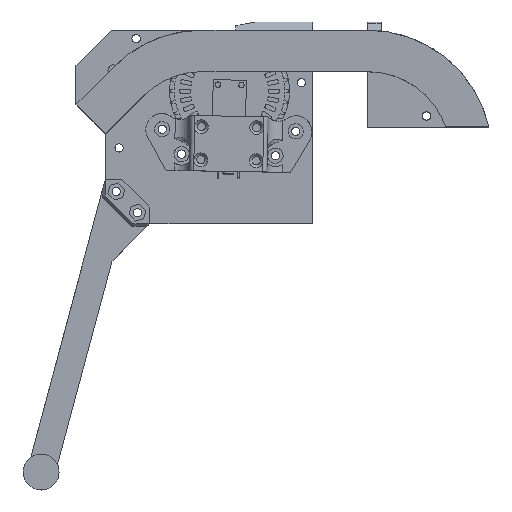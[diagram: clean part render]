
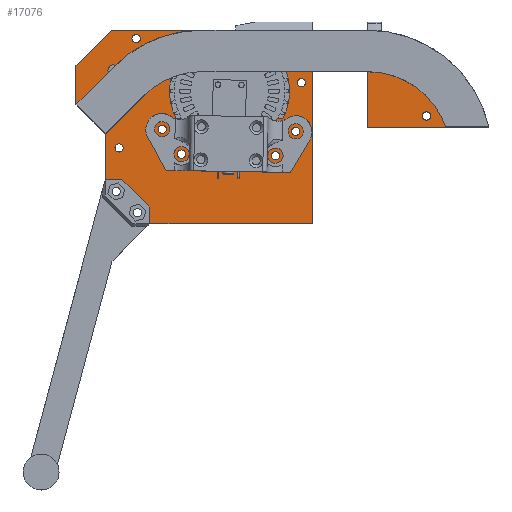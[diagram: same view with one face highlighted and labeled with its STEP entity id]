
A CAD part, top view. The second image highlights one B-rep face of the part: STEP entity #17076.
In plain terms, the highlighted planar face has unit normal (0, 0, 1).
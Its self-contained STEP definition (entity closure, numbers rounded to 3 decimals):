
#206=FACE_BOUND('',#2434,.T.);
#207=FACE_BOUND('',#2435,.T.);
#208=FACE_BOUND('',#2436,.T.);
#209=FACE_BOUND('',#2437,.T.);
#210=FACE_BOUND('',#2438,.T.);
#211=FACE_BOUND('',#2439,.T.);
#212=FACE_BOUND('',#2440,.T.);
#213=FACE_BOUND('',#2441,.T.);
#214=FACE_BOUND('',#2442,.T.);
#215=FACE_BOUND('',#2443,.T.);
#216=FACE_BOUND('',#2444,.T.);
#761=CIRCLE('',#18163,1.5);
#763=CIRCLE('',#18166,1.5);
#765=CIRCLE('',#18169,1.5);
#767=CIRCLE('',#18172,1.5);
#769=CIRCLE('',#18175,1.5);
#772=CIRCLE('',#18179,1.5);
#774=CIRCLE('',#18182,1.5);
#776=CIRCLE('',#18185,1.5);
#778=CIRCLE('',#18188,1.5);
#780=CIRCLE('',#18191,1.5);
#782=CIRCLE('',#18194,1.5);
#783=CIRCLE('',#18199,45.);
#1521=FACE_OUTER_BOUND('',#2433,.T.);
#2433=EDGE_LOOP('',(#11920,#11921,#11922,#11923,#11924,#11925,#11926,#11927,
#11928,#11929,#11930,#11931));
#2434=EDGE_LOOP('',(#11932));
#2435=EDGE_LOOP('',(#11933));
#2436=EDGE_LOOP('',(#11934));
#2437=EDGE_LOOP('',(#11935));
#2438=EDGE_LOOP('',(#11936));
#2439=EDGE_LOOP('',(#11937));
#2440=EDGE_LOOP('',(#11938));
#2441=EDGE_LOOP('',(#11939));
#2442=EDGE_LOOP('',(#11940));
#2443=EDGE_LOOP('',(#11941));
#2444=EDGE_LOOP('',(#11942));
#3587=LINE('',#25503,#5393);
#3591=LINE('',#25511,#5397);
#3594=LINE('',#25517,#5400);
#3598=LINE('',#25529,#5404);
#3601=LINE('',#25535,#5407);
#3604=LINE('',#25541,#5410);
#3607=LINE('',#25547,#5413);
#3610=LINE('',#25553,#5416);
#3613=LINE('',#25559,#5419);
#3616=LINE('',#25565,#5422);
#3619=LINE('',#25570,#5425);
#5393=VECTOR('',#20270,10.);
#5397=VECTOR('',#20276,10.);
#5400=VECTOR('',#20281,10.);
#5404=VECTOR('',#20293,10.);
#5407=VECTOR('',#20298,10.);
#5410=VECTOR('',#20303,10.);
#5413=VECTOR('',#20308,10.);
#5416=VECTOR('',#20313,10.);
#5419=VECTOR('',#20318,10.);
#5422=VECTOR('',#20323,10.);
#5425=VECTOR('',#20328,10.);
#7166=VERTEX_POINT('',#25435);
#7168=VERTEX_POINT('',#25441);
#7170=VERTEX_POINT('',#25447);
#7172=VERTEX_POINT('',#25453);
#7174=VERTEX_POINT('',#25459);
#7177=VERTEX_POINT('',#25467);
#7179=VERTEX_POINT('',#25473);
#7181=VERTEX_POINT('',#25479);
#7183=VERTEX_POINT('',#25485);
#7185=VERTEX_POINT('',#25491);
#7187=VERTEX_POINT('',#25497);
#7188=VERTEX_POINT('',#25501);
#7189=VERTEX_POINT('',#25502);
#7192=VERTEX_POINT('',#25510);
#7194=VERTEX_POINT('',#25516);
#7196=VERTEX_POINT('',#25522);
#7198=VERTEX_POINT('',#25528);
#7200=VERTEX_POINT('',#25534);
#7202=VERTEX_POINT('',#25540);
#7204=VERTEX_POINT('',#25546);
#7206=VERTEX_POINT('',#25552);
#7208=VERTEX_POINT('',#25558);
#7210=VERTEX_POINT('',#25564);
#8973=EDGE_CURVE('',#7166,#7166,#761,.T.);
#8976=EDGE_CURVE('',#7168,#7168,#763,.T.);
#8979=EDGE_CURVE('',#7170,#7170,#765,.T.);
#8982=EDGE_CURVE('',#7172,#7172,#767,.T.);
#8985=EDGE_CURVE('',#7174,#7174,#769,.T.);
#8990=EDGE_CURVE('',#7177,#7177,#772,.T.);
#8993=EDGE_CURVE('',#7179,#7179,#774,.T.);
#8996=EDGE_CURVE('',#7181,#7181,#776,.T.);
#8999=EDGE_CURVE('',#7183,#7183,#778,.T.);
#9002=EDGE_CURVE('',#7185,#7185,#780,.T.);
#9005=EDGE_CURVE('',#7187,#7187,#782,.T.);
#9006=EDGE_CURVE('',#7188,#7189,#3587,.T.);
#9010=EDGE_CURVE('',#7188,#7192,#3591,.T.);
#9013=EDGE_CURVE('',#7192,#7194,#3594,.T.);
#9016=EDGE_CURVE('',#7194,#7196,#783,.T.);
#9019=EDGE_CURVE('',#7196,#7198,#3598,.T.);
#9022=EDGE_CURVE('',#7200,#7198,#3601,.T.);
#9025=EDGE_CURVE('',#7202,#7200,#3604,.T.);
#9028=EDGE_CURVE('',#7202,#7204,#3607,.T.);
#9031=EDGE_CURVE('',#7204,#7206,#3610,.T.);
#9034=EDGE_CURVE('',#7208,#7206,#3613,.T.);
#9037=EDGE_CURVE('',#7208,#7210,#3616,.T.);
#9040=EDGE_CURVE('',#7210,#7189,#3619,.T.);
#11920=ORIENTED_EDGE('',*,*,#9040,.T.);
#11921=ORIENTED_EDGE('',*,*,#9006,.F.);
#11922=ORIENTED_EDGE('',*,*,#9010,.T.);
#11923=ORIENTED_EDGE('',*,*,#9013,.T.);
#11924=ORIENTED_EDGE('',*,*,#9016,.T.);
#11925=ORIENTED_EDGE('',*,*,#9019,.T.);
#11926=ORIENTED_EDGE('',*,*,#9022,.F.);
#11927=ORIENTED_EDGE('',*,*,#9025,.F.);
#11928=ORIENTED_EDGE('',*,*,#9028,.T.);
#11929=ORIENTED_EDGE('',*,*,#9031,.T.);
#11930=ORIENTED_EDGE('',*,*,#9034,.F.);
#11931=ORIENTED_EDGE('',*,*,#9037,.T.);
#11932=ORIENTED_EDGE('',*,*,#8973,.T.);
#11933=ORIENTED_EDGE('',*,*,#8976,.T.);
#11934=ORIENTED_EDGE('',*,*,#8979,.T.);
#11935=ORIENTED_EDGE('',*,*,#8982,.T.);
#11936=ORIENTED_EDGE('',*,*,#8985,.T.);
#11937=ORIENTED_EDGE('',*,*,#9005,.T.);
#11938=ORIENTED_EDGE('',*,*,#9002,.T.);
#11939=ORIENTED_EDGE('',*,*,#8999,.T.);
#11940=ORIENTED_EDGE('',*,*,#8996,.T.);
#11941=ORIENTED_EDGE('',*,*,#8993,.T.);
#11942=ORIENTED_EDGE('',*,*,#8990,.T.);
#16478=PLANE('',#18209);
#17076=ADVANCED_FACE('',(#1521,#206,#207,#208,#209,#210,#211,#212,#213,
#214,#215,#216),#16478,.T.);
#18163=AXIS2_PLACEMENT_3D('',#25436,#20193,#20194);
#18166=AXIS2_PLACEMENT_3D('',#25442,#20200,#20201);
#18169=AXIS2_PLACEMENT_3D('',#25448,#20207,#20208);
#18172=AXIS2_PLACEMENT_3D('',#25454,#20214,#20215);
#18175=AXIS2_PLACEMENT_3D('',#25460,#20221,#20222);
#18179=AXIS2_PLACEMENT_3D('',#25469,#20231,#20232);
#18182=AXIS2_PLACEMENT_3D('',#25475,#20238,#20239);
#18185=AXIS2_PLACEMENT_3D('',#25481,#20245,#20246);
#18188=AXIS2_PLACEMENT_3D('',#25487,#20252,#20253);
#18191=AXIS2_PLACEMENT_3D('',#25493,#20259,#20260);
#18194=AXIS2_PLACEMENT_3D('',#25499,#20266,#20267);
#18199=AXIS2_PLACEMENT_3D('',#25523,#20286,#20287);
#18209=AXIS2_PLACEMENT_3D('',#25572,#20330,#20331);
#20193=DIRECTION('center_axis',(0.,0.,-1.));
#20194=DIRECTION('ref_axis',(1.,0.,0.));
#20200=DIRECTION('center_axis',(0.,0.,-1.));
#20201=DIRECTION('ref_axis',(1.,0.,0.));
#20207=DIRECTION('center_axis',(0.,0.,-1.));
#20208=DIRECTION('ref_axis',(1.,0.,0.));
#20214=DIRECTION('center_axis',(0.,0.,-1.));
#20215=DIRECTION('ref_axis',(1.,0.,0.));
#20221=DIRECTION('center_axis',(0.,0.,-1.));
#20222=DIRECTION('ref_axis',(1.,0.,0.));
#20231=DIRECTION('center_axis',(0.,0.,-1.));
#20232=DIRECTION('ref_axis',(1.,0.,0.));
#20238=DIRECTION('center_axis',(0.,0.,-1.));
#20239=DIRECTION('ref_axis',(1.,0.,0.));
#20245=DIRECTION('center_axis',(0.,0.,-1.));
#20246=DIRECTION('ref_axis',(1.,0.,0.));
#20252=DIRECTION('center_axis',(0.,0.,-1.));
#20253=DIRECTION('ref_axis',(1.,0.,0.));
#20259=DIRECTION('center_axis',(0.,0.,-1.));
#20260=DIRECTION('ref_axis',(1.,0.,0.));
#20266=DIRECTION('center_axis',(0.,0.,-1.));
#20267=DIRECTION('ref_axis',(1.,0.,0.));
#20270=DIRECTION('',(-1.,0.,0.));
#20276=DIRECTION('',(0.,-1.,0.));
#20281=DIRECTION('',(1.,0.,0.));
#20286=DIRECTION('center_axis',(0.,0.,1.));
#20287=DIRECTION('ref_axis',(0.975,0.222,0.));
#20293=DIRECTION('',(-1.,0.,0.));
#20298=DIRECTION('',(0.707,0.707,0.));
#20303=DIRECTION('',(0.,1.,0.));
#20308=DIRECTION('',(0.707,-0.707,0.));
#20313=DIRECTION('',(0.,-1.,0.));
#20318=DIRECTION('',(-0.707,0.707,0.));
#20323=DIRECTION('',(1.,0.,0.));
#20328=DIRECTION('',(0.,1.,0.));
#20330=DIRECTION('center_axis',(0.,0.,1.));
#20331=DIRECTION('ref_axis',(1.,0.,0.));
#25435=CARTESIAN_POINT('',(-48.876,-9.819,0.));
#25436=CARTESIAN_POINT('Origin',(-47.376,-9.819,0.));
#25441=CARTESIAN_POINT('',(-14.88,-10.375,0.));
#25442=CARTESIAN_POINT('Origin',(-13.38,-10.375,0.));
#25447=CARTESIAN_POINT('',(-55.908,-0.795,0.));
#25448=CARTESIAN_POINT('Origin',(-54.408,-0.795,0.));
#25453=CARTESIAN_POINT('',(-7.557,-1.586,0.));
#25454=CARTESIAN_POINT('Origin',(-6.057,-1.586,0.));
#25459=CARTESIAN_POINT('',(-31.5,13.,0.));
#25460=CARTESIAN_POINT('Origin',(-30.,13.,0.));
#25467=CARTESIAN_POINT('',(-72.5,-23.343,0.));
#25469=CARTESIAN_POINT('Origin',(-71.,-23.343,0.));
#25473=CARTESIAN_POINT('',(-65.336,32.,0.));
#25475=CARTESIAN_POINT('Origin',(-63.836,32.,0.));
#25479=CARTESIAN_POINT('',(-64.843,-31.,0.));
#25481=CARTESIAN_POINT('Origin',(-63.343,-31.,0.));
#25485=CARTESIAN_POINT('',(-71.5,-7.574,0.));
#25487=CARTESIAN_POINT('Origin',(-70.,-7.574,0.));
#25491=CARTESIAN_POINT('',(39.784,4.,0.));
#25493=CARTESIAN_POINT('Origin',(41.284,4.,0.));
#25497=CARTESIAN_POINT('',(-5.5,16.,0.));
#25499=CARTESIAN_POINT('Origin',(-4.,16.,0.));
#25501=CARTESIAN_POINT('',(20.,20.,0.));
#25502=CARTESIAN_POINT('',(0.,20.,0.));
#25503=CARTESIAN_POINT('',(20.,20.,0.));
#25510=CARTESIAN_POINT('',(20.,0.,0.));
#25511=CARTESIAN_POINT('',(20.,20.,0.));
#25516=CARTESIAN_POINT('',(63.875,0.,0.));
#25517=CARTESIAN_POINT('',(20.,0.,0.));
#25522=CARTESIAN_POINT('',(20.,35.,0.));
#25523=CARTESIAN_POINT('Origin',(20.,-10.,0.));
#25528=CARTESIAN_POINT('',(-72.782,35.,0.));
#25529=CARTESIAN_POINT('',(20.,35.,0.));
#25534=CARTESIAN_POINT('',(-85.607,22.175,0.));
#25535=CARTESIAN_POINT('',(-85.607,22.175,0.));
#25540=CARTESIAN_POINT('',(-85.607,8.033,0.));
#25541=CARTESIAN_POINT('',(-85.607,8.033,0.));
#25546=CARTESIAN_POINT('',(-75.,-2.574,0.));
#25547=CARTESIAN_POINT('',(-85.607,8.033,0.));
#25552=CARTESIAN_POINT('',(-75.,-25.,0.));
#25553=CARTESIAN_POINT('',(-75.,-2.574,0.));
#25558=CARTESIAN_POINT('',(-65.,-35.,0.));
#25559=CARTESIAN_POINT('',(-65.,-35.,0.));
#25564=CARTESIAN_POINT('',(0.,-35.,0.));
#25565=CARTESIAN_POINT('',(-75.,-35.,0.));
#25570=CARTESIAN_POINT('',(0.,0.,0.));
#25572=CARTESIAN_POINT('Origin',(-10.866,0.,
0.));
